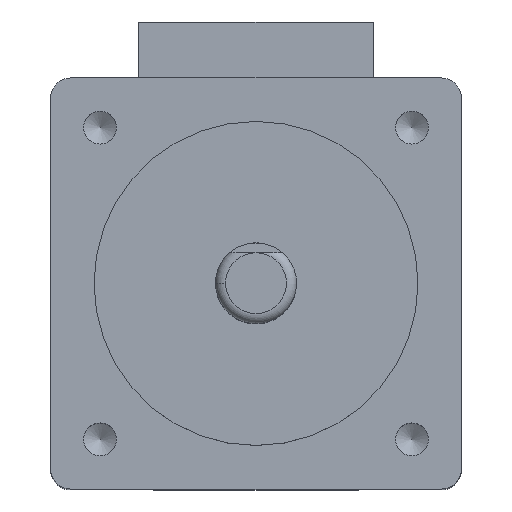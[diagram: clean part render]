
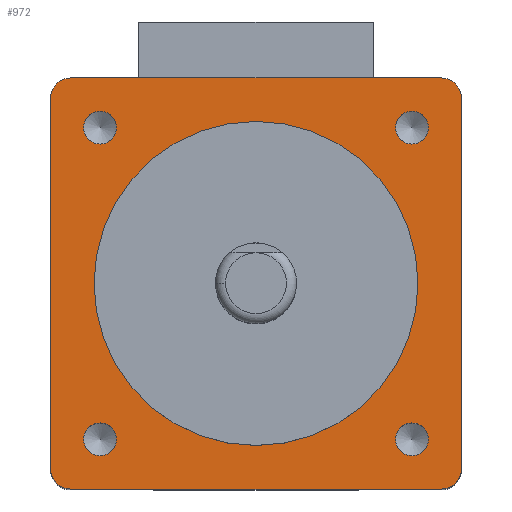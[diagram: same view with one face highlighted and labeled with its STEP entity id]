
A CAD part, top view. The second image highlights one B-rep face of the part: STEP entity #972.
In plain terms, the highlighted planar face has unit normal (0, 0, 1).
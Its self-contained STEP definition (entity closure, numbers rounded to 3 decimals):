
#19=FACE_BOUND('',#332,.T.);
#20=FACE_BOUND('',#333,.T.);
#21=FACE_BOUND('',#334,.T.);
#22=FACE_BOUND('',#335,.T.);
#23=FACE_BOUND('',#336,.T.);
#61=LINE('',#1528,#147);
#62=LINE('',#1532,#148);
#63=LINE('',#1536,#149);
#64=LINE('',#1539,#150);
#147=VECTOR('',#1197,10.);
#148=VECTOR('',#1200,10.);
#149=VECTOR('',#1203,10.);
#150=VECTOR('',#1206,10.);
#233=PLANE('',#1057);
#269=FACE_OUTER_BOUND('',#331,.T.);
#331=EDGE_LOOP('',(#707,#708,#709,#710,#711,#712,#713,#714));
#332=EDGE_LOOP('',(#715));
#333=EDGE_LOOP('',(#716));
#334=EDGE_LOOP('',(#717));
#335=EDGE_LOOP('',(#718));
#336=EDGE_LOOP('',(#719));
#406=CIRCLE('',#1058,1.);
#407=CIRCLE('',#1059,1.);
#408=CIRCLE('',#1060,1.);
#409=CIRCLE('',#1061,1.);
#410=CIRCLE('',#1062,0.812);
#411=CIRCLE('',#1063,0.812);
#412=CIRCLE('',#1064,0.812);
#413=CIRCLE('',#1065,0.812);
#414=CIRCLE('',#1066,8.);
#458=VERTEX_POINT('',#1524);
#459=VERTEX_POINT('',#1525);
#460=VERTEX_POINT('',#1527);
#461=VERTEX_POINT('',#1529);
#462=VERTEX_POINT('',#1531);
#463=VERTEX_POINT('',#1533);
#464=VERTEX_POINT('',#1535);
#465=VERTEX_POINT('',#1537);
#466=VERTEX_POINT('',#1540);
#467=VERTEX_POINT('',#1542);
#468=VERTEX_POINT('',#1544);
#469=VERTEX_POINT('',#1546);
#470=VERTEX_POINT('',#1548);
#555=EDGE_CURVE('',#458,#459,#406,.T.);
#556=EDGE_CURVE('',#460,#459,#61,.T.);
#557=EDGE_CURVE('',#460,#461,#407,.T.);
#558=EDGE_CURVE('',#462,#461,#62,.T.);
#559=EDGE_CURVE('',#462,#463,#408,.T.);
#560=EDGE_CURVE('',#464,#463,#63,.T.);
#561=EDGE_CURVE('',#464,#465,#409,.T.);
#562=EDGE_CURVE('',#458,#465,#64,.T.);
#563=EDGE_CURVE('',#466,#466,#410,.T.);
#564=EDGE_CURVE('',#467,#467,#411,.T.);
#565=EDGE_CURVE('',#468,#468,#412,.T.);
#566=EDGE_CURVE('',#469,#469,#413,.T.);
#567=EDGE_CURVE('',#470,#470,#414,.T.);
#707=ORIENTED_EDGE('',*,*,#555,.T.);
#708=ORIENTED_EDGE('',*,*,#556,.F.);
#709=ORIENTED_EDGE('',*,*,#557,.T.);
#710=ORIENTED_EDGE('',*,*,#558,.F.);
#711=ORIENTED_EDGE('',*,*,#559,.T.);
#712=ORIENTED_EDGE('',*,*,#560,.F.);
#713=ORIENTED_EDGE('',*,*,#561,.T.);
#714=ORIENTED_EDGE('',*,*,#562,.F.);
#715=ORIENTED_EDGE('',*,*,#563,.T.);
#716=ORIENTED_EDGE('',*,*,#564,.T.);
#717=ORIENTED_EDGE('',*,*,#565,.T.);
#718=ORIENTED_EDGE('',*,*,#566,.T.);
#719=ORIENTED_EDGE('',*,*,#567,.T.);
#972=ADVANCED_FACE('',(#269,#19,#20,#21,#22,#23),#233,.T.);
#1057=AXIS2_PLACEMENT_3D('',#1523,#1193,#1194);
#1058=AXIS2_PLACEMENT_3D('',#1526,#1195,#1196);
#1059=AXIS2_PLACEMENT_3D('',#1530,#1198,#1199);
#1060=AXIS2_PLACEMENT_3D('',#1534,#1201,#1202);
#1061=AXIS2_PLACEMENT_3D('',#1538,#1204,#1205);
#1062=AXIS2_PLACEMENT_3D('',#1541,#1207,#1208);
#1063=AXIS2_PLACEMENT_3D('',#1543,#1209,#1210);
#1064=AXIS2_PLACEMENT_3D('',#1545,#1211,#1212);
#1065=AXIS2_PLACEMENT_3D('',#1547,#1213,#1214);
#1066=AXIS2_PLACEMENT_3D('',#1549,#1215,#1216);
#1193=DIRECTION('center_axis',(0.,0.,1.));
#1194=DIRECTION('ref_axis',(1.,0.,0.));
#1195=DIRECTION('center_axis',(0.,0.,1.));
#1196=DIRECTION('ref_axis',(-1.,0.,0.));
#1197=DIRECTION('',(-1.,0.,0.));
#1198=DIRECTION('center_axis',(0.,0.,1.));
#1199=DIRECTION('ref_axis',(0.,-1.,0.));
#1200=DIRECTION('',(0.,-1.,0.));
#1201=DIRECTION('center_axis',(0.,0.,1.));
#1202=DIRECTION('ref_axis',(1.,0.,0.));
#1203=DIRECTION('',(1.,0.,0.));
#1204=DIRECTION('center_axis',(0.,0.,1.));
#1205=DIRECTION('ref_axis',(0.,1.,0.));
#1206=DIRECTION('',(0.,1.,0.));
#1207=DIRECTION('center_axis',(0.,0.,-1.));
#1208=DIRECTION('ref_axis',(1.,0.,0.));
#1209=DIRECTION('center_axis',(0.,0.,-1.));
#1210=DIRECTION('ref_axis',(1.,0.,0.));
#1211=DIRECTION('center_axis',(0.,0.,-1.));
#1212=DIRECTION('ref_axis',(1.,0.,0.));
#1213=DIRECTION('center_axis',(0.,0.,-1.));
#1214=DIRECTION('ref_axis',(1.,0.,0.));
#1215=DIRECTION('center_axis',(0.,0.,-1.));
#1216=DIRECTION('ref_axis',(1.,0.,0.));
#1523=CARTESIAN_POINT('Origin',(0.,0.,0.));
#1524=CARTESIAN_POINT('',(-10.15,-9.15,0.));
#1525=CARTESIAN_POINT('',(-9.15,-10.15,0.));
#1526=CARTESIAN_POINT('Origin',(-9.15,-9.15,0.));
#1527=CARTESIAN_POINT('',(9.15,-10.15,0.));
#1528=CARTESIAN_POINT('',(9.15,-10.15,0.));
#1529=CARTESIAN_POINT('',(10.15,-9.15,0.));
#1530=CARTESIAN_POINT('Origin',(9.15,-9.15,0.));
#1531=CARTESIAN_POINT('',(10.15,9.15,0.));
#1532=CARTESIAN_POINT('',(10.15,9.15,0.));
#1533=CARTESIAN_POINT('',(9.15,10.15,0.));
#1534=CARTESIAN_POINT('Origin',(9.15,9.15,0.));
#1535=CARTESIAN_POINT('',(-9.15,10.15,0.));
#1536=CARTESIAN_POINT('',(-9.15,10.15,0.));
#1537=CARTESIAN_POINT('',(-10.15,9.15,0.));
#1538=CARTESIAN_POINT('Origin',(-9.15,9.15,0.));
#1539=CARTESIAN_POINT('',(-10.15,-9.15,0.));
#1540=CARTESIAN_POINT('',(6.889,-7.7,0.));
#1541=CARTESIAN_POINT('Origin',(7.7,-7.7,0.));
#1542=CARTESIAN_POINT('',(-8.512,7.7,0.));
#1543=CARTESIAN_POINT('Origin',(-7.7,7.7,0.));
#1544=CARTESIAN_POINT('',(6.889,7.7,0.));
#1545=CARTESIAN_POINT('Origin',(7.7,7.7,0.));
#1546=CARTESIAN_POINT('',(-8.512,-7.7,0.));
#1547=CARTESIAN_POINT('Origin',(-7.7,-7.7,0.));
#1548=CARTESIAN_POINT('',(-8.,0.,0.));
#1549=CARTESIAN_POINT('Origin',(0.,0.,0.));
